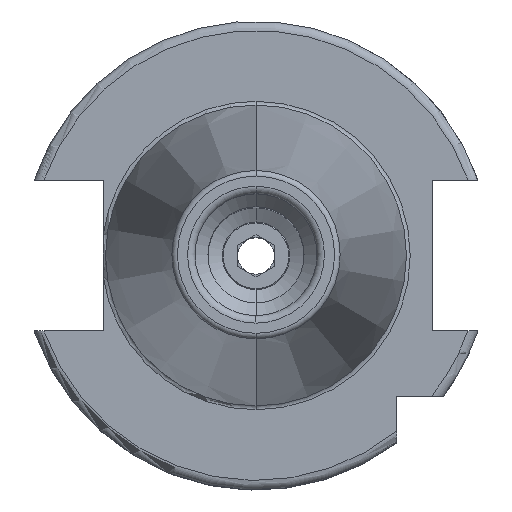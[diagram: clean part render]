
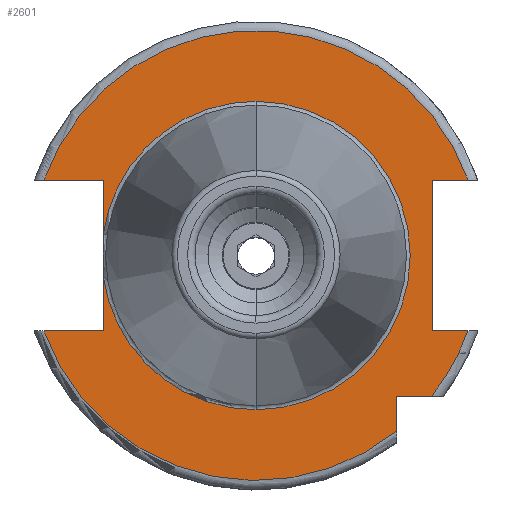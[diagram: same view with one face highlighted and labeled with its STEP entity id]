
A CAD part, top view. The second image highlights one B-rep face of the part: STEP entity #2601.
In plain terms, the highlighted planar face has unit normal (0, 0, 1).
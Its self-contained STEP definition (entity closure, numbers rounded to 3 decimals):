
#684=CARTESIAN_POINT('',(0,0,15.9));
#685=DIRECTION('',(0,0,1));
#686=DIRECTION('',(0.942,0.335,0));
#687=AXIS2_PLACEMENT_3D('',#684,#685,#686);
#735=CARTESIAN_POINT('',(0,0,15.9));
#736=DIRECTION('',(0,0,1));
#737=DIRECTION('',(-0.942,-0.335,0));
#738=AXIS2_PLACEMENT_3D('',#735,#736,#737);
#751=DIRECTION('',(1,0,0));
#752=VECTOR('',#751,6.31);
#753=CARTESIAN_POINT('',(-22.61,-8.05,15.9));
#754=LINE('',#753,#752);
#755=DIRECTION('',(0,1,0));
#756=VECTOR('',#755,5.834);
#757=CARTESIAN_POINT('',(-16.3,-8.05,15.9));
#758=LINE('',#757,#756);
#759=DIRECTION('',(0,1,0));
#760=VECTOR('',#759,5.834);
#761=CARTESIAN_POINT('',(-16.3,2.216,15.9));
#762=LINE('',#761,#760);
#763=DIRECTION('',(1,0,0));
#764=VECTOR('',#763,6.31);
#765=CARTESIAN_POINT('',(-22.61,8.05,15.9));
#766=LINE('',#765,#764);
#767=DIRECTION('',(-1,0,0));
#768=VECTOR('',#767,3.81);
#769=CARTESIAN_POINT('',(22.61,8.05,15.9));
#770=LINE('',#769,#768);
#771=DIRECTION('',(0,-1,0));
#772=VECTOR('',#771,16.1);
#773=CARTESIAN_POINT('',(18.8,8.05,15.9));
#774=LINE('',#773,#772);
#775=DIRECTION('',(-1,0,0));
#776=VECTOR('',#775,3.81);
#777=CARTESIAN_POINT('',(22.61,-8.05,15.9));
#778=LINE('',#777,#776);
#779=CARTESIAN_POINT('',(0,0,15.9));
#780=DIRECTION('',(0,0,1));
#781=DIRECTION('',(0.781,-0.625,0));
#782=AXIS2_PLACEMENT_3D('',#779,#780,#781);
#784=DIRECTION('',(-1,0,0));
#785=VECTOR('',#784,3.735);
#786=CARTESIAN_POINT('',(18.735,-15,15.9));
#787=LINE('',#786,#785);
#788=DIRECTION('',(0,1,0));
#789=VECTOR('',#788,3.735);
#790=CARTESIAN_POINT('',(15,-18.735,15.9));
#791=LINE('',#790,#789);
#1324=CARTESIAN_POINT('',(0,0,15.9));
#1325=DIRECTION('',(0,0,-1));
#1326=DIRECTION('',(0,1,0));
#1327=AXIS2_PLACEMENT_3D('',#1324,#1325,#1326);
#1340=CARTESIAN_POINT('',(0,0,15.9));
#1341=DIRECTION('',(0,0,1));
#1342=DIRECTION('',(0,1,0));
#1343=AXIS2_PLACEMENT_3D('',#1340,#1341,#1342);
#1355=CARTESIAN_POINT('',(0,0,15.9));
#1356=DIRECTION('',(0,0,1));
#1357=DIRECTION('',(-0.991,-0.135,0));
#1358=AXIS2_PLACEMENT_3D('',#1355,#1356,#1357);
#1554=CARTESIAN_POINT('',(0,16.45,15.9));
#1556=VERTEX_POINT('',#1554);
#1576=CARTESIAN_POINT('',(0,-16.45,15.9));
#1578=VERTEX_POINT('',#1576);
#1680=CARTESIAN_POINT('',(-22.61,-8.05,15.9));
#1681=CARTESIAN_POINT('',(-16.3,-8.05,15.9));
#1682=VERTEX_POINT('',#1680);
#1683=VERTEX_POINT('',#1681);
#1684=CARTESIAN_POINT('',(-16.3,-2.216,15.9));
#1685=VERTEX_POINT('',#1684);
#1686=CARTESIAN_POINT('',(-16.3,2.216,15.9));
#1687=CARTESIAN_POINT('',(-16.3,8.05,15.9));
#1688=VERTEX_POINT('',#1686);
#1689=VERTEX_POINT('',#1687);
#1690=CARTESIAN_POINT('',(-22.61,8.05,15.9));
#1691=VERTEX_POINT('',#1690);
#1692=CARTESIAN_POINT('',(18.8,8.05,15.9));
#1693=CARTESIAN_POINT('',(18.8,-8.05,15.9));
#1694=VERTEX_POINT('',#1692);
#1695=VERTEX_POINT('',#1693);
#1696=CARTESIAN_POINT('',(22.61,-8.05,15.9));
#1697=VERTEX_POINT('',#1696);
#1698=CARTESIAN_POINT('',(22.61,8.05,15.9));
#1699=VERTEX_POINT('',#1698);
#1700=CARTESIAN_POINT('',(15,-18.735,15.9));
#1701=CARTESIAN_POINT('',(15,-15,15.9));
#1702=VERTEX_POINT('',#1700);
#1703=VERTEX_POINT('',#1701);
#1704=CARTESIAN_POINT('',(18.735,-15,15.9));
#1705=VERTEX_POINT('',#1704);
#2571=CARTESIAN_POINT('',(0,0,15.9));
#2572=DIRECTION('',(0,0,-1));
#2573=DIRECTION('',(0,-1,0));
#2574=AXIS2_PLACEMENT_3D('',#2571,#2572,#2573);
#2575=PLANE('',#2574);
#2577=ORIENTED_EDGE('',*,*,#2576,.T.);
#2579=ORIENTED_EDGE('',*,*,#2578,.T.);
#2581=ORIENTED_EDGE('',*,*,#2580,.T.);
#2583=ORIENTED_EDGE('',*,*,#2582,.F.);
#2585=ORIENTED_EDGE('',*,*,#2584,.T.);
#2587=ORIENTED_EDGE('',*,*,#2586,.T.);
#2589=ORIENTED_EDGE('',*,*,#2588,.F.);
#2590=ORIENTED_EDGE('',*,*,#2547,.F.);
#2592=ORIENTED_EDGE('',*,*,#2591,.T.);
#2593=ORIENTED_EDGE('',*,*,#1964,.T.);
#2594=ORIENTED_EDGE('',*,*,#2126,.F.);
#2595=ORIENTED_EDGE('',*,*,#2537,.F.);
#2596=ORIENTED_EDGE('',*,*,#2184,.T.);
#2597=ORIENTED_EDGE('',*,*,#2229,.F.);
#2598=ORIENTED_EDGE('',*,*,#2565,.F.);
#2599=EDGE_LOOP('',(#2577,#2579,#2581,#2583,#2585,#2587,#2589,#2590,#2592,#2593,
#2594,#2595,#2596,#2597,#2598));
#2600=FACE_OUTER_BOUND('',#2599,.F.);
#2601=ADVANCED_FACE('',(#2600),#2575,.F.);
#688=CIRCLE('',#687,24);
#739=CIRCLE('',#738,24);
#783=CIRCLE('',#782,24);
#1328=CIRCLE('',#1327,16.45);
#1344=CIRCLE('',#1343,16.45);
#1359=CIRCLE('',#1358,16.45);
#1964=EDGE_CURVE('',#1694,#1695,#774,.T.);
#2126=EDGE_CURVE('',#1697,#1695,#778,.T.);
#2184=EDGE_CURVE('',#1705,#1703,#787,.T.);
#2229=EDGE_CURVE('',#1702,#1703,#791,.T.);
#2537=EDGE_CURVE('',#1705,#1697,#783,.T.);
#2547=EDGE_CURVE('',#1699,#1691,#688,.T.);
#2565=EDGE_CURVE('',#1682,#1702,#739,.T.);
#2576=EDGE_CURVE('',#1682,#1683,#754,.T.);
#2578=EDGE_CURVE('',#1683,#1685,#758,.T.);
#2580=EDGE_CURVE('',#1685,#1578,#1359,.T.);
#2582=EDGE_CURVE('',#1556,#1578,#1328,.T.);
#2584=EDGE_CURVE('',#1556,#1688,#1344,.T.);
#2586=EDGE_CURVE('',#1688,#1689,#762,.T.);
#2588=EDGE_CURVE('',#1691,#1689,#766,.T.);
#2591=EDGE_CURVE('',#1699,#1694,#770,.T.);
